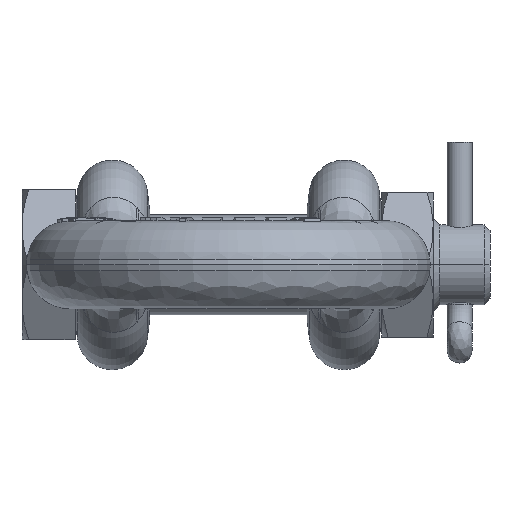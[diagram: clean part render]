
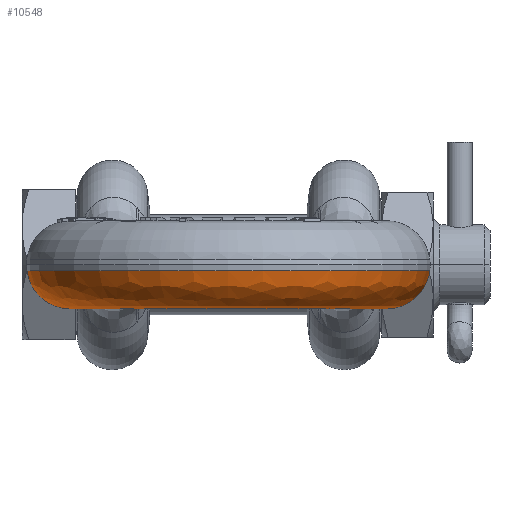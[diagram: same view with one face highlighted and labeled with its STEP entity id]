
A CAD part, front view. The second image highlights one B-rep face of the part: STEP entity #10548.
In plain terms, the highlighted face is a revolution surface.
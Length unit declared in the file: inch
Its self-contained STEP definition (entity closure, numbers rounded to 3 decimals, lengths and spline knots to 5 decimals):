
#2841=CARTESIAN_POINT('',(0.,-2.76,-0.43986));
#2842=DIRECTION('',(0.,0.,-1.));
#2843=DIRECTION('',(1.,0.,0.));
#2844=AXIS2_PLACEMENT_3D('',#2841,#2842,#2843);
#2850=CARTESIAN_POINT('',(1.58,-2.76,
-0.43984));
#2851=CARTESIAN_POINT('',(1.61026,-2.76,
-0.43984));
#2852=CARTESIAN_POINT('',(1.67122,-2.76,
-0.43367));
#2853=CARTESIAN_POINT('',(1.75867,-2.76,
-0.40521));
#2854=CARTESIAN_POINT('',(1.83772,-2.76,
-0.35935));
#2855=CARTESIAN_POINT('',(1.90548,-2.76,
-0.29896));
#2856=CARTESIAN_POINT('',(1.95891,-2.76,-0.22598));
#2857=CARTESIAN_POINT('',(1.9961,-2.76,-0.14414));
#2858=CARTESIAN_POINT('',(2.00945,-2.76,-0.08592));
#2859=CARTESIAN_POINT('',(2.01301,-2.76,-0.0569));
#2865=CARTESIAN_POINT('',(-1.58,-2.76,
-0.43984));
#2866=CARTESIAN_POINT('',(-1.61026,-2.76,
-0.43984));
#2867=CARTESIAN_POINT('',(-1.67122,-2.76,
-0.43367));
#2868=CARTESIAN_POINT('',(-1.75867,-2.76,
-0.40521));
#2869=CARTESIAN_POINT('',(-1.83772,-2.76,
-0.35935));
#2870=CARTESIAN_POINT('',(-1.90548,-2.76,
-0.29896));
#2871=CARTESIAN_POINT('',(-1.95891,-2.76,-0.22598));
#2872=CARTESIAN_POINT('',(-1.9961,-2.76,-0.14414));
#2873=CARTESIAN_POINT('',(-2.00945,-2.76,-0.08592));
#2874=CARTESIAN_POINT('',(-2.01301,-2.76,-0.0569));
#2914=CARTESIAN_POINT('',(0.,-2.76,-0.0569));
#2915=DIRECTION('',(0.,0.,-1.));
#2916=DIRECTION('',(1.,0.,0.));
#2917=AXIS2_PLACEMENT_3D('',#2914,#2915,#2916);
#6065=CARTESIAN_POINT('',(2.01301,-2.76,-0.0569));
#6067=VERTEX_POINT('',#6065);
#6071=CARTESIAN_POINT('',(-2.01301,-2.76,-0.0569));
#6073=VERTEX_POINT('',#6071);
#6100=CARTESIAN_POINT('',(1.58,-2.76,
-0.43984));
#6102=VERTEX_POINT('',#6100);
#6107=CARTESIAN_POINT('',(-1.58,-2.76,
-0.43986));
#6108=VERTEX_POINT('',#6107);
#10523=CARTESIAN_POINT('',(2.01374,-2.76,-0.05063));
#10524=CARTESIAN_POINT('',(2.01351,-2.76,-0.05272));
#10525=CARTESIAN_POINT('',(2.00993,-2.76,-0.08385));
#10526=CARTESIAN_POINT('',(1.9961,-2.76,-0.14414));
#10527=CARTESIAN_POINT('',(1.95891,-2.76,-0.22598));
#10528=CARTESIAN_POINT('',(1.90548,-2.76,-0.29896));
#10529=CARTESIAN_POINT('',(1.83772,-2.76,-0.35935));
#10530=CARTESIAN_POINT('',(1.75867,-2.76,-0.40521));
#10531=CARTESIAN_POINT('',(1.67122,-2.76,-0.43366));
#10532=CARTESIAN_POINT('',(1.60604,-2.76,-0.44029));
#10533=CARTESIAN_POINT('',(1.57157,-2.76,-0.4398));
#10534=CARTESIAN_POINT('',(1.56736,-2.76,-0.43969));
#10536=CARTESIAN_POINT('',(0.,-2.76,1.));
#10537=DIRECTION('',(0.,0.,-1.));
#10538=AXIS1_PLACEMENT('',#10536,#10537);
#10539=SURFACE_OF_REVOLUTION('',#10535,#10538);
#10540=ORIENTED_EDGE('',*,*,#10492,.T.);
#10542=ORIENTED_EDGE('',*,*,#10541,.T.);
#10544=ORIENTED_EDGE('',*,*,#10543,.F.);
#10545=ORIENTED_EDGE('',*,*,#10514,.F.);
#10546=EDGE_LOOP('',(#10540,#10542,#10544,#10545));
#10547=FACE_OUTER_BOUND('',#10546,.F.);
#10548=ADVANCED_FACE('',(#10547),#10539,.T.);
#2845=CIRCLE('',#2844,1.58);
#2860=B_SPLINE_CURVE_WITH_KNOTS('',3,(#2850,#2851,#2852,#2853,#2854,#2855,#2856,
#2857,#2858,#2859),.UNSPECIFIED.,.F.,.F.,(4,1,1,1,1,1,1,4),(0.,
0.14363,0.28941,0.43398,0.57524,
0.71813,0.86097,1.),.UNSPECIFIED.);
#2875=B_SPLINE_CURVE_WITH_KNOTS('',3,(#2865,#2866,#2867,#2868,#2869,#2870,#2871,
#2872,#2873,#2874),.UNSPECIFIED.,.F.,.F.,(4,1,1,1,1,1,1,4),(0.,
0.14363,0.28941,0.43398,0.57524,
0.71813,0.86097,1.),.UNSPECIFIED.);
#2918=CIRCLE('',#2917,2.01301);
#10492=EDGE_CURVE('',#6102,#6108,#2845,.T.);
#10514=EDGE_CURVE('',#6102,#6067,#2860,.T.);
#10535=B_SPLINE_CURVE_WITH_KNOTS('',3,(#10523,#10524,#10525,#10526,#10527,
#10528,#10529,#10530,#10531,#10532,#10533,#10534),.UNSPECIFIED.,.F.,.F.,(4,1,1,
1,1,1,1,1,1,4),(0.,0.00973,0.14471,0.28338,
0.4221,0.55925,0.69961,0.84114,
0.98058,1.),.UNSPECIFIED.);
#10541=EDGE_CURVE('',#6108,#6073,#2875,.T.);
#10543=EDGE_CURVE('',#6067,#6073,#2918,.T.);
